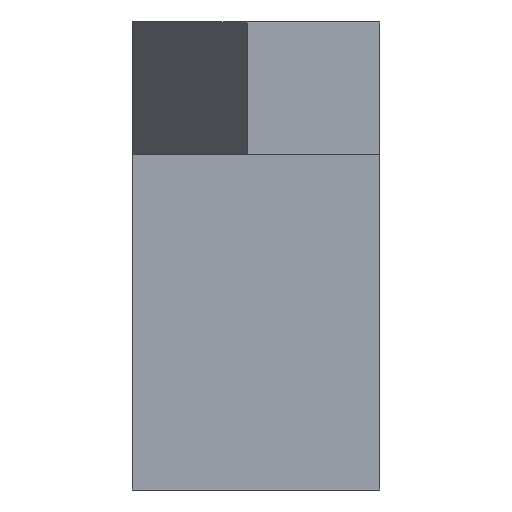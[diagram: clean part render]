
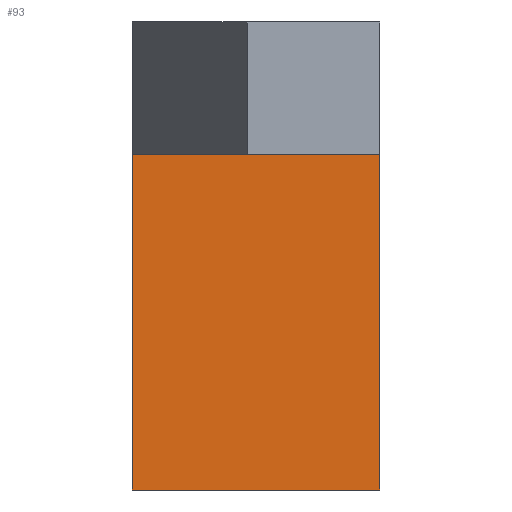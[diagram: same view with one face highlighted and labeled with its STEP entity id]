
A CAD part, left-side view. The second image highlights one B-rep face of the part: STEP entity #93.
In plain terms, the highlighted planar face has unit normal (-1, 0, 0).
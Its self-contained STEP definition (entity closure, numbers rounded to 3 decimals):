
#93=ADVANCED_FACE('',(#161),#162,.T.);
#161=FACE_OUTER_BOUND('',#258,.T.);
#162=PLANE('',#259);
#258=EDGE_LOOP('',(#433,#434,#435,#436));
#259=AXIS2_PLACEMENT_3D('',#437,#438,#439);
#433=ORIENTED_EDGE('',*,*,#650,.F.);
#434=ORIENTED_EDGE('',*,*,#638,.T.);
#435=ORIENTED_EDGE('',*,*,#647,.T.);
#436=ORIENTED_EDGE('',*,*,#651,.F.);
#437=CARTESIAN_POINT('',(-15.0,17.0,0.0));
#438=DIRECTION('',(-1.0,0.,0.0));
#439=DIRECTION('',(0.0,0.0,-1.0));
#638=EDGE_CURVE('',#755,#753,#756,.T.);
#647=EDGE_CURVE('',#753,#770,#772,.T.);
#650=EDGE_CURVE('',#755,#776,#777,.T.);
#651=EDGE_CURVE('',#776,#770,#778,.T.);
#753=VERTEX_POINT('',#964);
#755=VERTEX_POINT('',#967);
#756=LINE('',#968,#969);
#770=VERTEX_POINT('',#990);
#772=LINE('',#993,#994);
#776=VERTEX_POINT('',#1000);
#777=LINE('',#1001,#1002);
#778=LINE('',#1003,#1004);
#964=CARTESIAN_POINT('',(-15.0,17.0,-53.0));
#967=CARTESIAN_POINT('',(-15.0,17.0,-15.0));
#968=CARTESIAN_POINT('',(-15.0,17.0,0.0));
#969=VECTOR('',#1159,10.0);
#990=CARTESIAN_POINT('',(-15.0,-11.0,-53.0));
#993=CARTESIAN_POINT('',(-15.0,-11.0,-53.0));
#994=VECTOR('',#1168,10.0);
#1000=CARTESIAN_POINT('',(-15.0,-11.0,-15.0));
#1001=CARTESIAN_POINT('',(-15.0,8.952,-15.0));
#1002=VECTOR('',#1171,10.0);
#1003=CARTESIAN_POINT('',(-15.0,-11.0,0.0));
#1004=VECTOR('',#1172,10.0);
#1159=DIRECTION('',(0.0,0.0,-1.0));
#1168=DIRECTION('',(0.,-1.0,0.0));
#1171=DIRECTION('',(0.,-1.0,0.0));
#1172=DIRECTION('',(0.0,0.0,-1.0));
